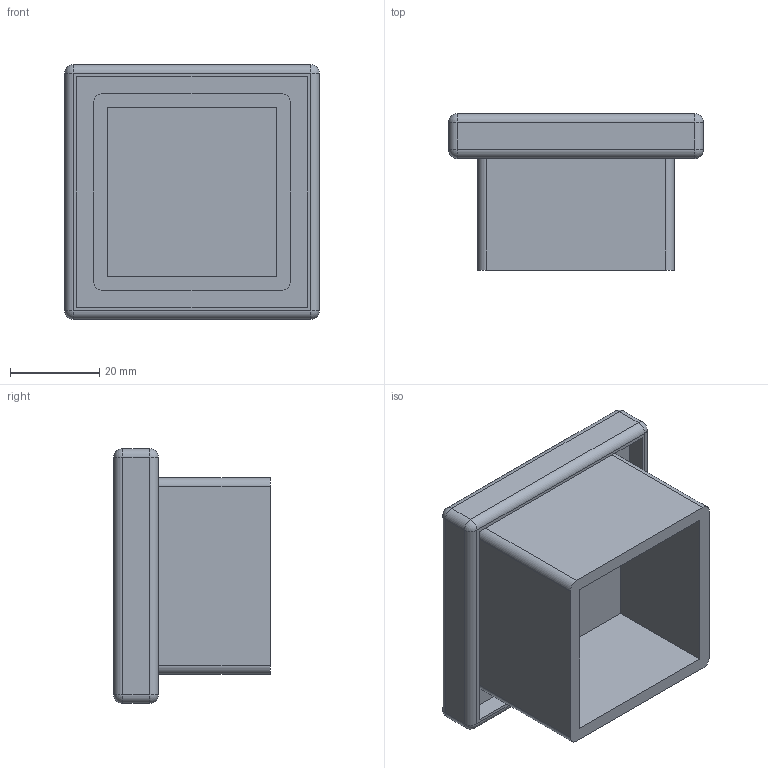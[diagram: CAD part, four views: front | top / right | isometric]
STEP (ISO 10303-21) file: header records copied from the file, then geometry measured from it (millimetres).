
FILE_DESCRIPTION (( 'STEP AP214' ), '1' );
FILE_NAME ('2x2 End Caps.STEP', '2025-04-09T13:40:53', ( '' ), ( '' ), 'SwSTEP 2.0', 'SolidWorks 2023', '' );
FILE_SCHEMA (( 'AUTOMOTIVE_DESIGN' ));
Length unit declared in the file: millimetre
Products named in the file (1): 2x2 End Caps
Bounding box: 57 x 35 x 57 mm (x, y, z)
Volume: 41410.4 mm3; surface area: 17976.1 mm2
Topology: 1 solids, 1 shells, 45 faces, 104 edges, 56 vertices
Faces by surface type: plane 21, cylinder 16, sphere 8
Entity records: 1213 total; most frequent: DIRECTION 220, CARTESIAN_POINT 198, ORIENTED_EDGE 192, EDGE_CURVE 96, AXIS2_PLACEMENT_3D 78, VECTOR 64, LINE 64, VERTEX_POINT 56
